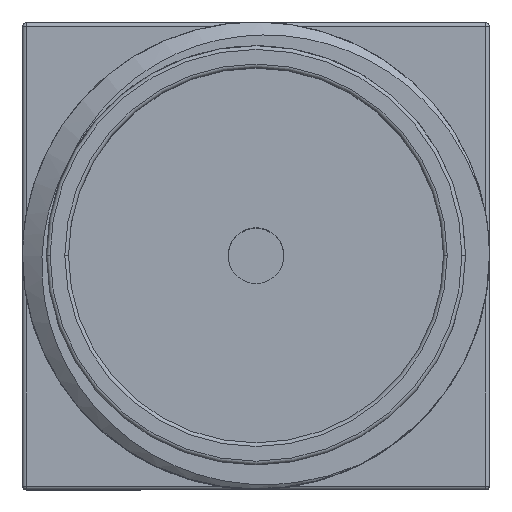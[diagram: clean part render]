
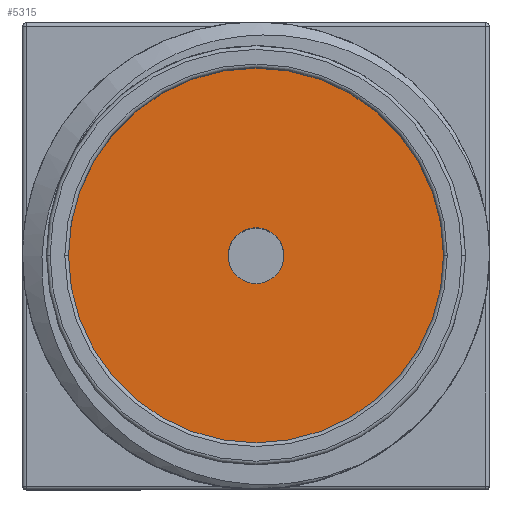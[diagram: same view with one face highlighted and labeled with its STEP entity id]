
A CAD part, top view. The second image highlights one B-rep face of the part: STEP entity #5315.
In plain terms, the highlighted planar face has unit normal (0, 0, 1).
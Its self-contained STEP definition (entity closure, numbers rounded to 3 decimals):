
#15 = DIRECTION ( 'NONE',  ( 0., 0., 1. ) ) ;
#401 = ORIENTED_EDGE ( 'NONE', *, *, #3802, .T. ) ;
#907 = DIRECTION ( 'NONE',  ( 0., 0., 1. ) ) ;
#1052 = CARTESIAN_POINT ( 'NONE',  ( -2.795, 3.175, 5.3 ) ) ;
#1110 = DIRECTION ( 'NONE',  ( 0., 0., 1. ) ) ;
#1123 = ORIENTED_EDGE ( 'NONE', *, *, #4664, .T. ) ;
#1233 = CIRCLE ( 'NONE', #2066, 0.38 ) ;
#1276 = CIRCLE ( 'NONE', #3657, 2.55 ) ;
#1295 = DIRECTION ( 'NONE',  ( 1., 0., 0. ) ) ;
#1394 = CARTESIAN_POINT ( 'NONE',  ( -0.625, 3.175, 5.3 ) ) ;
#1410 = ORIENTED_EDGE ( 'NONE', *, *, #2040, .F. ) ;
#1612 = EDGE_CURVE ( 'NONE', #3570, #4904, #4418, .T. ) ;
#1625 = DIRECTION ( 'NONE',  ( 0., 0., 1. ) ) ;
#1755 = CARTESIAN_POINT ( 'NONE',  ( -5.725, 3.175, 5.3 ) ) ;
#1762 = AXIS2_PLACEMENT_3D ( 'NONE', #4816, #15, #1295 ) ;
#1766 = FACE_OUTER_BOUND ( 'NONE', #4309, .T. ) ;
#1959 = CARTESIAN_POINT ( 'NONE',  ( -3.175, 3.175, 5.3 ) ) ;
#2040 = EDGE_CURVE ( 'NONE', #4904, #3570, #1233, .T. ) ;
#2066 = AXIS2_PLACEMENT_3D ( 'NONE', #4708, #1625, #2910 ) ;
#2108 = DIRECTION ( 'NONE',  ( 0., 0., 1. ) ) ;
#2193 = AXIS2_PLACEMENT_3D ( 'NONE', #1959, #1110, #3308 ) ;
#2385 = CIRCLE ( 'NONE', #2193, 2.55 ) ;
#2441 = EDGE_LOOP ( 'NONE', ( #4586, #1410 ) ) ;
#2624 = DIRECTION ( 'NONE',  ( 1., 0., 0. ) ) ;
#2910 = DIRECTION ( 'NONE',  ( 1., 0., 0. ) ) ;
#3028 = VERTEX_POINT ( 'NONE', #1755 ) ;
#3046 = DIRECTION ( 'NONE',  ( 1., 0., 0. ) ) ;
#3308 = DIRECTION ( 'NONE',  ( 1., 0., 0. ) ) ;
#3548 = PLANE ( 'NONE',  #1762 ) ;
#3570 = VERTEX_POINT ( 'NONE', #1052 ) ;
#3577 = VERTEX_POINT ( 'NONE', #1394 ) ;
#3657 = AXIS2_PLACEMENT_3D ( 'NONE', #5171, #2108, #3046 ) ;
#3802 = EDGE_CURVE ( 'NONE', #3028, #3577, #1276, .T. ) ;
#3969 = CARTESIAN_POINT ( 'NONE',  ( -3.555, 3.175, 5.3 ) ) ;
#4306 = CARTESIAN_POINT ( 'NONE',  ( -3.175, 3.175, 5.3 ) ) ;
#4309 = EDGE_LOOP ( 'NONE', ( #1123, #401 ) ) ;
#4418 = CIRCLE ( 'NONE', #4688, 0.38 ) ;
#4445 = FACE_BOUND ( 'NONE', #2441, .T. ) ;
#4586 = ORIENTED_EDGE ( 'NONE', *, *, #1612, .F. ) ;
#4664 = EDGE_CURVE ( 'NONE', #3577, #3028, #2385, .T. ) ;
#4688 = AXIS2_PLACEMENT_3D ( 'NONE', #4306, #907, #2624 ) ;
#4708 = CARTESIAN_POINT ( 'NONE',  ( -3.175, 3.175, 5.3 ) ) ;
#4816 = CARTESIAN_POINT ( 'NONE',  ( -3.175, 3.175, 5.3 ) ) ;
#4904 = VERTEX_POINT ( 'NONE', #3969 ) ;
#5171 = CARTESIAN_POINT ( 'NONE',  ( -3.175, 3.175, 5.3 ) ) ;
#5315 = ADVANCED_FACE ( 'NONE', ( #4445, #1766 ), #3548, .T. ) ;
